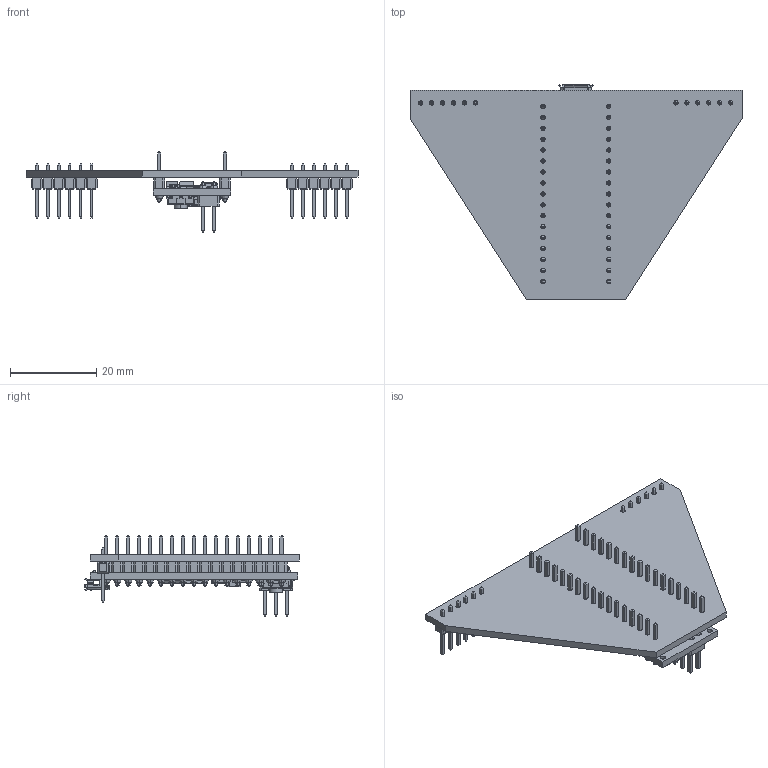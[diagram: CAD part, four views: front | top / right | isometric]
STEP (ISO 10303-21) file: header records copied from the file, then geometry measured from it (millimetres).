
FILE_DESCRIPTION(('KiCad electronic assembly'),'2;1');
FILE_NAME('numPAD_MCU.step','2022-03-08T15:01:47',('Pcbnew'),('Kicad'), 'Open CASCADE STEP processor 7.6','KiCad to STEP converter','Unknown' );
FILE_SCHEMA(('AUTOMOTIVE_DESIGN { 1 0 10303 214 1 1 1 1 }'));
Length unit declared in the file: millimetre
Products named in the file (6): numPAD_MCU 1; Pin Header 1x6 TH Pitch 2.54mm; COMPOUND; ARDUINO MICRO; numPAD_MCU PCB
Assembly tree (6 placements, depth 3):
  numPAD_MCU 1
    Pin Header 1x6 TH Pitch 2.54mm  x2
      COMPOUND
    ARDUINO MICRO
      COMPOUND
    numPAD_MCU PCB
Bounding box: 77 x 49.71 x 18.6 mm (x, y, z)
Volume: 6709.1 mm3; surface area: 12321.8 mm2
Topology: 105 solids, 117 shells, 6557 faces, 16622 edges, 10452 vertices
Faces by surface type: bspline 6503, cylinder 46, plane 8
Full cylindrical faces by diameter (mm): 1 x46
Entity records: 392659 total; most frequent: CARTESIAN_POINT 186565, B_SPLINE_CURVE_WITH_KNOTS 41985, ORIENTED_EDGE 31908, PCURVE 31908, DEFINITIONAL_REPRESENTATION 31908, EDGE_CURVE 15974, SURFACE_CURVE 15928, VERTEX_POINT 10074
